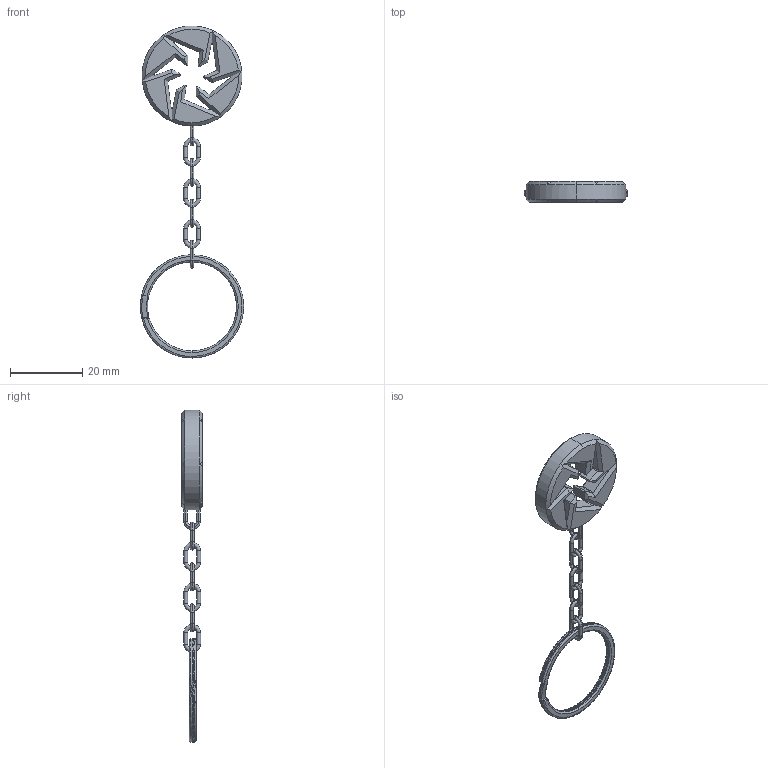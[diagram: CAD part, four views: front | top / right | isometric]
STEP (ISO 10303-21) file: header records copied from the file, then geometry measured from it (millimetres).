
FILE_DESCRIPTION(('FreeCAD Model'),'2;1');
FILE_NAME('Open CASCADE Shape Model','2025-05-04T13:04:58',('FreeCAD'),( 'FreeCAD'),'Open CASCADE STEP processor 7.6','FreeCAD','Unknown');
FILE_SCHEMA(('AUTOMOTIVE_DESIGN { 1 0 10303 214 1 1 1 1 }'));
Length unit declared in the file: millimetre
Products named in the file (1): Open CASCADE STEP translator 7.6 1
Bounding box: 28.46 x 5.78 x 91.62 mm (x, y, z)
Volume: 2837.4 mm3; surface area: 2890.6 mm2
Topology: 3 solids, 3 shells, 270 faces, 713 edges, 427 vertices
Faces by surface type: bspline 270
Entity records: 9192 total; most frequent: CARTESIAN_POINT 5348, ORIENTED_EDGE 1418, EDGE_CURVE 709, VERTEX_POINT 427, B_SPLINE_CURVE_WITH_KNOTS 365, ADVANCED_FACE 270, FACE_BOUND 270, EDGE_LOOP 270
